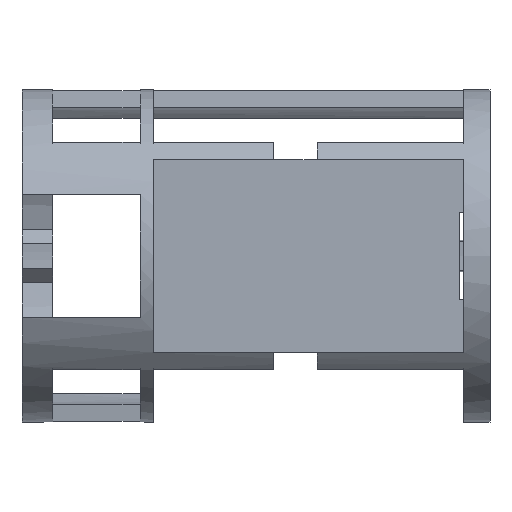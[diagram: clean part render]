
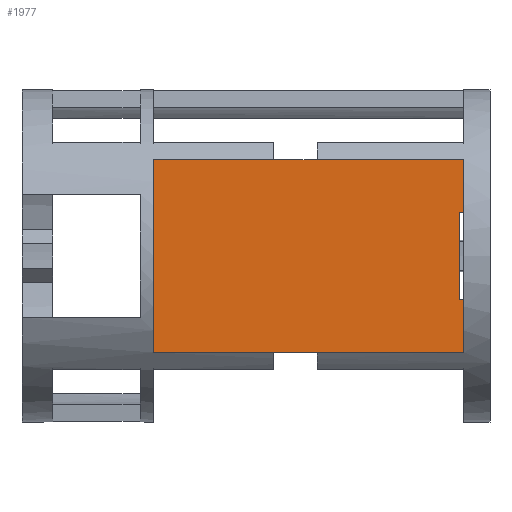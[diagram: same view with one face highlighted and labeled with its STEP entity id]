
A CAD part, front view. The second image highlights one B-rep face of the part: STEP entity #1977.
In plain terms, the highlighted planar face has unit normal (0, -1, 0).
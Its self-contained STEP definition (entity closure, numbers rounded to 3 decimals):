
#31=PLANE('',#2164);
#98=FACE_BOUND('',#259,.T.);
#142=FACE_OUTER_BOUND('',#258,.T.);
#258=EDGE_LOOP('',(#1529,#1530,#1531,#1532,#1533,#1534,#1535,#1536,#1537,
#1538,#1539,#1540,#1541,#1542));
#259=EDGE_LOOP('',(#1543,#1544,#1545,#1546));
#348=LINE('',#2889,#536);
#349=LINE('',#2893,#537);
#350=LINE('',#2897,#538);
#400=LINE('',#3080,#588);
#427=LINE('',#3184,#615);
#429=LINE('',#3189,#617);
#430=LINE('',#3190,#618);
#431=LINE('',#3192,#619);
#432=LINE('',#3193,#620);
#433=LINE('',#3195,#621);
#434=LINE('',#3196,#622);
#435=LINE('',#3197,#623);
#436=LINE('',#3199,#624);
#437=LINE('',#3200,#625);
#438=LINE('',#3203,#626);
#439=LINE('',#3205,#627);
#440=LINE('',#3207,#628);
#441=LINE('',#3208,#629);
#536=VECTOR('',#2282,10.);
#537=VECTOR('',#2285,10.);
#538=VECTOR('',#2288,10.);
#588=VECTOR('',#2448,10.);
#615=VECTOR('',#2555,10.);
#617=VECTOR('',#2561,10.);
#618=VECTOR('',#2562,10.);
#619=VECTOR('',#2563,10.);
#620=VECTOR('',#2564,10.);
#621=VECTOR('',#2565,10.);
#622=VECTOR('',#2566,10.);
#623=VECTOR('',#2567,10.);
#624=VECTOR('',#2568,10.);
#625=VECTOR('',#2569,10.);
#626=VECTOR('',#2570,10.);
#627=VECTOR('',#2571,10.);
#628=VECTOR('',#2572,10.);
#629=VECTOR('',#2573,10.);
#836=VERTEX_POINT('',#2886);
#837=VERTEX_POINT('',#2888);
#838=VERTEX_POINT('',#2890);
#839=VERTEX_POINT('',#2892);
#840=VERTEX_POINT('',#2894);
#841=VERTEX_POINT('',#2896);
#878=VERTEX_POINT('',#2974);
#880=VERTEX_POINT('',#2980);
#918=VERTEX_POINT('',#3078);
#919=VERTEX_POINT('',#3079);
#957=VERTEX_POINT('',#3188);
#958=VERTEX_POINT('',#3191);
#959=VERTEX_POINT('',#3194);
#960=VERTEX_POINT('',#3198);
#961=VERTEX_POINT('',#3201);
#962=VERTEX_POINT('',#3202);
#963=VERTEX_POINT('',#3204);
#964=VERTEX_POINT('',#3206);
#1028=EDGE_CURVE('',#836,#837,#348,.T.);
#1030=EDGE_CURVE('',#839,#838,#349,.T.);
#1032=EDGE_CURVE('',#840,#841,#350,.T.);
#1125=EDGE_CURVE('',#918,#919,#400,.T.);
#1178=EDGE_CURVE('',#880,#878,#427,.T.);
#1181=EDGE_CURVE('',#878,#957,#429,.T.);
#1182=EDGE_CURVE('',#957,#839,#430,.T.);
#1183=EDGE_CURVE('',#958,#838,#431,.T.);
#1184=EDGE_CURVE('',#919,#958,#432,.T.);
#1185=EDGE_CURVE('',#959,#918,#433,.T.);
#1186=EDGE_CURVE('',#837,#959,#434,.T.);
#1187=EDGE_CURVE('',#841,#836,#435,.T.);
#1188=EDGE_CURVE('',#840,#960,#436,.T.);
#1189=EDGE_CURVE('',#960,#880,#437,.T.);
#1190=EDGE_CURVE('',#961,#962,#438,.T.);
#1191=EDGE_CURVE('',#962,#963,#439,.T.);
#1192=EDGE_CURVE('',#963,#964,#440,.T.);
#1193=EDGE_CURVE('',#964,#961,#441,.T.);
#1529=ORIENTED_EDGE('',*,*,#1178,.T.);
#1530=ORIENTED_EDGE('',*,*,#1181,.T.);
#1531=ORIENTED_EDGE('',*,*,#1182,.T.);
#1532=ORIENTED_EDGE('',*,*,#1030,.T.);
#1533=ORIENTED_EDGE('',*,*,#1183,.F.);
#1534=ORIENTED_EDGE('',*,*,#1184,.F.);
#1535=ORIENTED_EDGE('',*,*,#1125,.F.);
#1536=ORIENTED_EDGE('',*,*,#1185,.F.);
#1537=ORIENTED_EDGE('',*,*,#1186,.F.);
#1538=ORIENTED_EDGE('',*,*,#1028,.F.);
#1539=ORIENTED_EDGE('',*,*,#1187,.F.);
#1540=ORIENTED_EDGE('',*,*,#1032,.F.);
#1541=ORIENTED_EDGE('',*,*,#1188,.T.);
#1542=ORIENTED_EDGE('',*,*,#1189,.T.);
#1543=ORIENTED_EDGE('',*,*,#1190,.T.);
#1544=ORIENTED_EDGE('',*,*,#1191,.T.);
#1545=ORIENTED_EDGE('',*,*,#1192,.T.);
#1546=ORIENTED_EDGE('',*,*,#1193,.T.);
#1977=ADVANCED_FACE('',(#142,#98),#31,.T.);
#2164=AXIS2_PLACEMENT_3D('',#3187,#2559,#2560);
#2282=DIRECTION('',(1.,0.,0.));
#2285=DIRECTION('',(1.,0.,0.));
#2288=DIRECTION('',(1.,0.,0.));
#2448=DIRECTION('',(0.,0.,-1.));
#2555=DIRECTION('',(0.,0.,-1.));
#2559=DIRECTION('center_axis',(0.,-1.,0.));
#2560=DIRECTION('ref_axis',(0.,0.,
-1.));
#2561=DIRECTION('',(1.,0.,0.));
#2562=DIRECTION('',(0.,0.,-1.));
#2563=DIRECTION('',(0.,0.,-1.));
#2564=DIRECTION('',(-1.,0.,0.));
#2565=DIRECTION('',(1.,0.,0.));
#2566=DIRECTION('',(0.,0.,-1.));
#2567=DIRECTION('',(1.,0.,0.));
#2568=DIRECTION('',(0.,0.,-1.));
#2569=DIRECTION('',(-1.,0.,0.));
#2570=DIRECTION('',(0.,0.,-1.));
#2571=DIRECTION('',(-1.,0.,0.));
#2572=DIRECTION('',(0.,0.,1.));
#2573=DIRECTION('',(1.,0.,0.));
#2886=CARTESIAN_POINT('',(-61.5,-30.956,22.039));
#2888=CARTESIAN_POINT('',(-28.,-30.956,22.039));
#2889=CARTESIAN_POINT('',(-129.,-30.956,22.039));
#2890=CARTESIAN_POINT('',(-28.,-30.956,-22.039));
#2892=CARTESIAN_POINT('',(-99.,-30.956,-22.039));
#2893=CARTESIAN_POINT('',(-129.,-30.956,-22.039));
#2894=CARTESIAN_POINT('',(-99.,-30.956,22.039));
#2896=CARTESIAN_POINT('',(-71.5,-30.956,22.039));
#2897=CARTESIAN_POINT('',(-129.,-30.956,22.039));
#2974=CARTESIAN_POINT('',(-102.,-30.956,-14.061));
#2980=CARTESIAN_POINT('',(-102.,-30.956,14.061));
#3078=CARTESIAN_POINT('',(-22.,-30.956,14.061));
#3079=CARTESIAN_POINT('',(-22.,-30.956,-14.061));
#3080=CARTESIAN_POINT('',(-22.,-30.956,-22.039));
#3184=CARTESIAN_POINT('',(-102.,-30.956,11.019));
#3187=CARTESIAN_POINT('Origin',(-129.,-30.956,22.039));
#3188=CARTESIAN_POINT('',(-99.,-30.956,-14.061));
#3189=CARTESIAN_POINT('',(-102.,-30.956,-14.061));
#3190=CARTESIAN_POINT('',(-99.,-30.956,11.019));
#3191=CARTESIAN_POINT('',(-28.,-30.956,-14.061));
#3192=CARTESIAN_POINT('',(-28.,-30.956,11.019));
#3193=CARTESIAN_POINT('',(-129.,-30.956,-14.061));
#3194=CARTESIAN_POINT('',(-28.,-30.956,14.061));
#3195=CARTESIAN_POINT('',(-129.,-30.956,14.061));
#3196=CARTESIAN_POINT('',(-28.,-30.956,11.019));
#3197=CARTESIAN_POINT('',(-129.,-30.956,22.039));
#3198=CARTESIAN_POINT('',(-99.,-30.956,14.061));
#3199=CARTESIAN_POINT('',(-99.,-30.956,11.019));
#3200=CARTESIAN_POINT('',(-102.,-30.956,14.061));
#3201=CARTESIAN_POINT('',(-28.036,-30.956,10.));
#3202=CARTESIAN_POINT('',(-28.036,-30.956,-10.));
#3203=CARTESIAN_POINT('',(-28.036,-30.956,16.019));
#3204=CARTESIAN_POINT('',(-29.036,-30.956,-10.));
#3205=CARTESIAN_POINT('',(-78.518,-30.956,-10.));
#3206=CARTESIAN_POINT('',(-29.036,-30.956,10.));
#3207=CARTESIAN_POINT('',(-29.036,-30.956,6.019));
#3208=CARTESIAN_POINT('',(-79.018,-30.956,10.));
